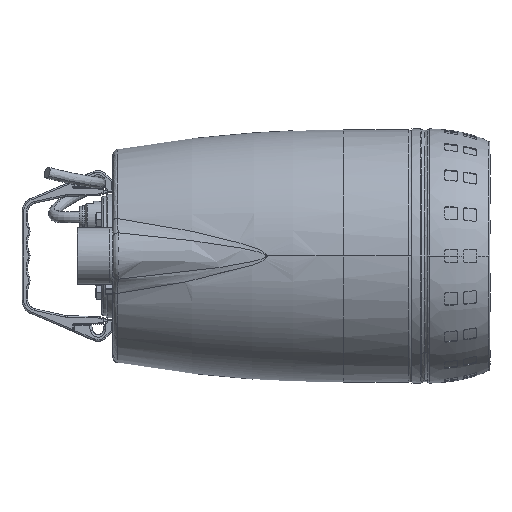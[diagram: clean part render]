
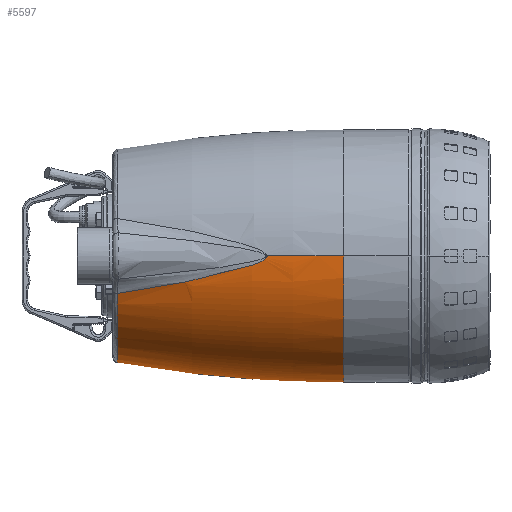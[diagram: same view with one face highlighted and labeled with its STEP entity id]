
A CAD part, left-side view. The second image highlights one B-rep face of the part: STEP entity #5597.
In plain terms, the highlighted toroidal (fillet/blend) face has major radius 1069.78 mm and minor radius 1183.03 mm.
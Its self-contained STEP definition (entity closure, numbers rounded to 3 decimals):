
#737 = CARTESIAN_POINT ( 'NONE',  ( -131.51, 102.921, -6.094 ) ) ;
#1268 = CARTESIAN_POINT ( 'NONE',  ( -132.156, 95.099, -0.153 ) ) ;
#2343 = CARTESIAN_POINT ( 'NONE',  ( -132.095, 95.877, -1.874 ) ) ;
#2871 = CARTESIAN_POINT ( 'NONE',  ( -132.125, 95.497, -1.335 ) ) ;
#5597 = ADVANCED_FACE ( 'NONE', ( #82938 ), #59128, .T. ) ;
#8825 = CARTESIAN_POINT ( 'NONE',  ( 27.505, 229.415, -83.154 ) ) ;
#8827 = CARTESIAN_POINT ( 'NONE',  ( -110.877, 227.974, -33.39 ) ) ;
#9865 = CARTESIAN_POINT ( 'NONE',  ( -37.048, 229.415, -94.847 ) ) ;
#10402 = CARTESIAN_POINT ( 'NONE',  ( 52.954, 229.415, -61.672 ) ) ;
#10405 = CARTESIAN_POINT ( 'NONE',  ( -110.539, 229.415, -33.578 ) ) ;
#10942 = CARTESIAN_POINT ( 'NONE',  ( -132.153, 95.133, -0.466 ) ) ;
#16325 = CARTESIAN_POINT ( 'NONE',  ( -134.143, 26.561, 0. ) ) ;
#17462 = CARTESIAN_POINT ( 'NONE',  ( -111.548, 225.092, -33.006 ) ) ;
#17627 = DIRECTION ( 'NONE',  ( 1., 0., 0. ) ) ;
#17989 = CARTESIAN_POINT ( 'NONE',  ( 73.51, 229.415, -16.589 ) ) ;
#18518 = CARTESIAN_POINT ( 'NONE',  ( -131.762, 99.979, -4.731 ) ) ;
#19063 = CARTESIAN_POINT ( 'NONE',  ( -98.94, 229.415, -55.638 ) ) ;
#19066 = CARTESIAN_POINT ( 'NONE',  ( -130.742, 111.137, -9.082 ) ) ;
#19317 = DIRECTION ( 'NONE',  ( 0., 0., 1. ) ) ;
#21291 = VERTEX_POINT ( 'NONE', #22971 ) ;
#22804 = VERTEX_POINT ( 'NONE', #42577 ) ;
#22971 = CARTESIAN_POINT ( 'NONE',  ( 74.836, 229.415, 0. ) ) ;
#25725 = CARTESIAN_POINT ( 'NONE',  ( -20.893, 26.561, 0. ) ) ;
#27165 = CARTESIAN_POINT ( 'NONE',  ( -124.342, 160.295, -21.619 ) ) ;
#27706 = CARTESIAN_POINT ( 'NONE',  ( -112.866, 219.327, -32.205 ) ) ;
#29193 = CIRCLE ( 'NONE', #98160, 1183.031 ) ;
#31234 = ORIENTED_EDGE ( 'NONE', *, *, #47821, .T. ) ;
#32243 = CARTESIAN_POINT ( 'NONE',  ( -1090.673, 26.561, 0. ) ) ;
#33473 = AXIS2_PLACEMENT_3D ( 'NONE', #71212, #85787, #102541 ) ;
#33856 = B_SPLINE_CURVE_WITH_KNOTS ( 'NONE', 3,
 ( #67678, #43925, #59072, #17989, #60679, #51509, #93565, #10402, #50979, #8825, #43394, #99518, #35284, #9865, #68216, #58526, #60132, #93022, #19063, #84921, #45517, #46039, #79463 ),
 .UNSPECIFIED., .F., .F.,
 ( 4, 1, 1, 1, 1, 1, 1, 1, 1, 1, 1, 1, 1, 1, 1, 1, 1, 1, 1, 1, 4 ),
 ( 0., 0.031, 0.063, 0.094, 0.125, 0.188, 0.25, 0.313, 0.375, 0.438, 0.5, 0.562, 0.625, 0.687, 0.75, 0.812, 0.875, 0.906, 0.937, 0.969, 1. ),
 .UNSPECIFIED. ) ;
#34743 = CARTESIAN_POINT ( 'NONE',  ( -125.685, 151.68, -19.726 ) ) ;
#35284 = CARTESIAN_POINT ( 'NONE',  ( -20.388, 229.415, -96.211 ) ) ;
#35287 = CARTESIAN_POINT ( 'NONE',  ( -132.142, 95.277, -0.913 ) ) ;
#35815 = CARTESIAN_POINT ( 'NONE',  ( -132.156, 95.099, 0. ) ) ;
#39205 = EDGE_CURVE ( 'NONE', #74279, #43959, #99063, .T. ) ;
#40661 = EDGE_CURVE ( 'NONE', #22804, #74279, #76779, .T. ) ;
#42577 = CARTESIAN_POINT ( 'NONE',  ( -132.156, 95.099, 0. ) ) ;
#42860 = CARTESIAN_POINT ( 'NONE',  ( -116.318, 203.476, -29.778 ) ) ;
#43105 = DIRECTION ( 'NONE',  ( 1., 0., 0. ) ) ;
#43394 = CARTESIAN_POINT ( 'NONE',  ( 12.382, 229.415, -90.275 ) ) ;
#43925 = CARTESIAN_POINT ( 'NONE',  ( 74.836, 229.415, -2.774 ) ) ;
#43929 = CARTESIAN_POINT ( 'NONE',  ( -122.909, 168.92, -23.424 ) ) ;
#43959 = VERTEX_POINT ( 'NONE', #105812 ) ;
#45517 = CARTESIAN_POINT ( 'NONE',  ( -107.392, 229.415, -41.291 ) ) ;
#46039 = CARTESIAN_POINT ( 'NONE',  ( -109.566, 229.415, -36.176 ) ) ;
#47054 = B_SPLINE_CURVE_WITH_KNOTS ( 'NONE', 3,
 ( #10405, #8827, #17462, #27706, #50981, #42860, #95022, #75756, #43929, #27165, #34743, #100045, #60135, #93025, #67682, #59074, #68219, #100585, #19066, #82775, #74700, #52048, #737, #59606, #18518, #50460, #92491, #51512, #84383, #2343, #2871, #35287, #10942, #1268, #35815 ),
 .UNSPECIFIED., .F., .F.,
 ( 4, 1, 1, 1, 1, 1, 1, 1, 1, 1, 1, 1, 1, 1, 1, 1, 1, 1, 1, 1, 1, 1, 1, 1, 1, 1, 1, 1, 1, 1, 1, 1, 4 ),
 ( 0., 0.016, 0.032, 0.063, 0.095, 0.127, 0.19, 0.222, 0.253, 0.285, 0.317, 0.348, 0.364, 0.38, 0.395, 0.411, 0.427, 0.434, 0.442, 0.45, 0.458, 0.465, 0.473, 0.477, 0.48, 0.484, 0.488, 0.491, 0.494, 0.496, 0.497, 0.499, 0.5 ),
 .UNSPECIFIED. ) ;
#47821 = EDGE_CURVE ( 'NONE', #21291, #43959, #29193, .T. ) ;
#49004 = DIRECTION ( 'NONE',  ( 0., 1., 0. ) ) ;
#50460 = CARTESIAN_POINT ( 'NONE',  ( -131.84, 99.037, -4.23 ) ) ;
#50689 = CARTESIAN_POINT ( 'NONE',  ( 1048.888, 26.561, 0. ) ) ;
#50979 = CARTESIAN_POINT ( 'NONE',  ( 41.166, 229.415, -73.523 ) ) ;
#50981 = CARTESIAN_POINT ( 'NONE',  ( -114.469, 212.122, -31.144 ) ) ;
#51509 = CARTESIAN_POINT ( 'NONE',  ( 68.384, 229.415, -35.321 ) ) ;
#51512 = CARTESIAN_POINT ( 'NONE',  ( -131.985, 97.262, -3.114 ) ) ;
#51569 = ORIENTED_EDGE ( 'NONE', *, *, #89503, .F. ) ;
#51631 = VERTEX_POINT ( 'NONE', #67670 ) ;
#52048 = CARTESIAN_POINT ( 'NONE',  ( -131.329, 104.94, -6.903 ) ) ;
#58526 = CARTESIAN_POINT ( 'NONE',  ( -68.416, 229.415, -83.656 ) ) ;
#59072 = CARTESIAN_POINT ( 'NONE',  ( 74.594, 229.415, -8.326 ) ) ;
#59074 = CARTESIAN_POINT ( 'NONE',  ( -129.629, 121.688, -12.253 ) ) ;
#59128 = TOROIDAL_SURFACE ( 'NONE', #86672, -1069.781, 1183.031 ) ;
#59606 = CARTESIAN_POINT ( 'NONE',  ( -131.653, 101.269, -5.363 ) ) ;
#60132 = CARTESIAN_POINT ( 'NONE',  ( -82.176, 229.415, -74.171 ) ) ;
#60135 = CARTESIAN_POINT ( 'NONE',  ( -127.898, 135.924, -15.998 ) ) ;
#60679 = CARTESIAN_POINT ( 'NONE',  ( 71.712, 229.415, -24.727 ) ) ;
#65188 = DIRECTION ( 'NONE',  ( 0., 0., -1. ) ) ;
#65280 = EDGE_LOOP ( 'NONE', ( #96264, #51569, #65841, #31234, #68327 ) ) ;
#65841 = ORIENTED_EDGE ( 'NONE', *, *, #101761, .F. ) ;
#67670 = CARTESIAN_POINT ( 'NONE',  ( -110.539, 229.415, -33.578 ) ) ;
#67678 = CARTESIAN_POINT ( 'NONE',  ( 74.836, 229.415, 0. ) ) ;
#67682 = CARTESIAN_POINT ( 'NONE',  ( -129.137, 125.945, -13.418 ) ) ;
#68216 = CARTESIAN_POINT ( 'NONE',  ( -53.219, 229.415, -90.619 ) ) ;
#68219 = CARTESIAN_POINT ( 'NONE',  ( -130.095, 117.448, -11.039 ) ) ;
#68327 = ORIENTED_EDGE ( 'NONE', *, *, #39205, .F. ) ;
#71212 = CARTESIAN_POINT ( 'NONE',  ( -20.893, 26.561, 0. ) ) ;
#74279 = VERTEX_POINT ( 'NONE', #16325 ) ;
#74700 = CARTESIAN_POINT ( 'NONE',  ( -131.141, 106.986, -7.664 ) ) ;
#75756 = CARTESIAN_POINT ( 'NONE',  ( -120.88, 180.432, -25.716 ) ) ;
#76779 = CIRCLE ( 'NONE', #78479, 1183.031 ) ;
#78479 = AXIS2_PLACEMENT_3D ( 'NONE', #50689, #19317, #43105 ) ;
#79463 = CARTESIAN_POINT ( 'NONE',  ( -110.539, 229.415, -33.578 ) ) ;
#82775 = CARTESIAN_POINT ( 'NONE',  ( -130.945, 109.054, -8.388 ) ) ;
#82938 = FACE_OUTER_BOUND ( 'NONE', #65280, .T. ) ;
#84383 = CARTESIAN_POINT ( 'NONE',  ( -132.049, 96.465, -2.477 ) ) ;
#84921 = CARTESIAN_POINT ( 'NONE',  ( -103.479, 229.415, -48.648 ) ) ;
#85787 = DIRECTION ( 'NONE',  ( 0., -1., 0. ) ) ;
#86672 = AXIS2_PLACEMENT_3D ( 'NONE', #25725, #99680, #17627 ) ;
#89503 = EDGE_CURVE ( 'NONE', #51631, #22804, #47054, .T. ) ;
#92491 = CARTESIAN_POINT ( 'NONE',  ( -131.915, 98.127, -3.694 ) ) ;
#93022 = CARTESIAN_POINT ( 'NONE',  ( -92.108, 229.415, -64.392 ) ) ;
#93025 = CARTESIAN_POINT ( 'NONE',  ( -128.62, 130.215, -14.544 ) ) ;
#93565 = CARTESIAN_POINT ( 'NONE',  ( 62.513, 229.415, -47.962 ) ) ;
#95022 = CARTESIAN_POINT ( 'NONE',  ( -118.679, 191.952, -27.836 ) ) ;
#96264 = ORIENTED_EDGE ( 'NONE', *, *, #40661, .F. ) ;
#98160 = AXIS2_PLACEMENT_3D ( 'NONE', #32243, #65188, #49004 ) ;
#99063 = CIRCLE ( 'NONE', #33473, 113.25 ) ;
#99518 = CARTESIAN_POINT ( 'NONE',  ( -3.744, 229.415, -94.672 ) ) ;
#99680 = DIRECTION ( 'NONE',  ( 0., -1., 0. ) ) ;
#100045 = CARTESIAN_POINT ( 'NONE',  ( -126.935, 143.078, -17.74 ) ) ;
#100585 = CARTESIAN_POINT ( 'NONE',  ( -130.462, 113.933, -9.975 ) ) ;
#101761 = EDGE_CURVE ( 'NONE', #21291, #51631, #33856, .T. ) ;
#102541 = DIRECTION ( 'NONE',  ( 1., 0., 0. ) ) ;
#105812 = CARTESIAN_POINT ( 'NONE',  ( 92.357, 26.561, 0. ) ) ;
